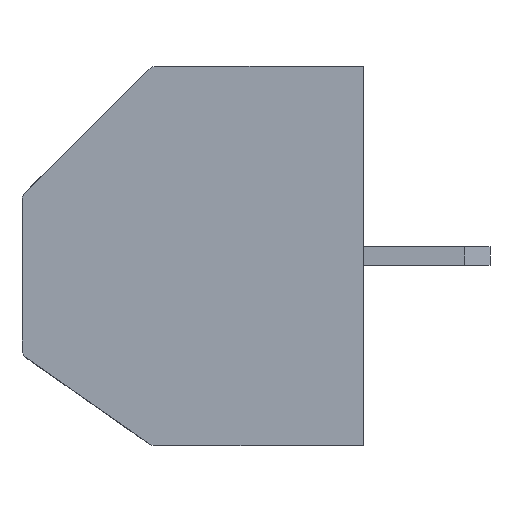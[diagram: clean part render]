
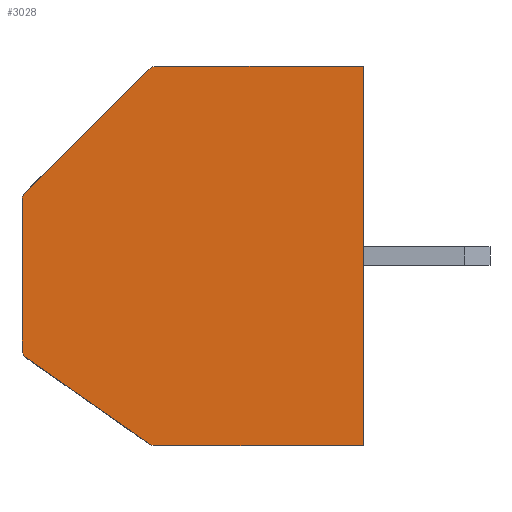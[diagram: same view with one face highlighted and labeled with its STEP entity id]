
A CAD part, left-side view. The second image highlights one B-rep face of the part: STEP entity #3028.
In plain terms, the highlighted planar face has unit normal (-1, 0, 0).
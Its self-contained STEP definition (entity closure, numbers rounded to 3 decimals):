
#45 = CARTESIAN_POINT ( 'NONE',  ( -3.04, 0., -6. ) ) ;
#463 = CARTESIAN_POINT ( 'NONE',  ( -3.04, 6.777, -5.946 ) ) ;
#666 = VERTEX_POINT ( 'NONE', #45 ) ;
#743 = VECTOR ( 'NONE', #2541, 1000. ) ;
#1107 = VECTOR ( 'NONE', #15088, 1000. ) ;
#1507 = EDGE_CURVE ( 'NONE', #7532, #31036, #27563, .T. ) ;
#1922 = DIRECTION ( 'NONE',  ( 1., 0., 0. ) ) ;
#2340 = CIRCLE ( 'NONE', #11859, 0.3 ) ;
#2541 = DIRECTION ( 'NONE',  ( 0., 0., 1. ) ) ;
#2659 = CIRCLE ( 'NONE', #36497, 0.3 ) ;
#3028 = ADVANCED_FACE ( 'NONE', ( #12936 ), #4891, .F. ) ;
#3737 = CARTESIAN_POINT ( 'NONE',  ( -3.04, 10.8, 6. ) ) ;
#3844 = EDGE_CURVE ( 'NONE', #11982, #33457, #10562, .T. ) ;
#3994 = EDGE_CURVE ( 'NONE', #7532, #16123, #2340, .T. ) ;
#4073 = CARTESIAN_POINT ( 'NONE',  ( -3.04, 0., 6. ) ) ;
#4467 = DIRECTION ( 'NONE',  ( 0., 0., -1. ) ) ;
#4891 = PLANE ( 'NONE',  #19396 ) ;
#5092 = VERTEX_POINT ( 'NONE', #12371 ) ;
#5648 = CARTESIAN_POINT ( 'NONE',  ( -3.04, 10.8, 1.776 ) ) ;
#7208 = ORIENTED_EDGE ( 'NONE', *, *, #10634, .T. ) ;
#7256 = CARTESIAN_POINT ( 'NONE',  ( -3.04, 10.5, -2.973 ) ) ;
#7532 = VERTEX_POINT ( 'NONE', #11848 ) ;
#7973 = DIRECTION ( 'NONE',  ( 0., 0., -1. ) ) ;
#8340 = DIRECTION ( 'NONE',  ( -1., 0., 0. ) ) ;
#9044 = VECTOR ( 'NONE', #30512, 1000. ) ;
#9790 = CARTESIAN_POINT ( 'NONE',  ( -3.04, 6.788, 5.912 ) ) ;
#10045 = CARTESIAN_POINT ( 'NONE',  ( -3.04, 10.8, -3.129 ) ) ;
#10223 = EDGE_LOOP ( 'NONE', ( #10631, #18973, #34446, #7208, #31552, #32718, #20930, #31049, #17585, #30904 ) ) ;
#10562 = CIRCLE ( 'NONE', #20667, 0.3 ) ;
#10631 = ORIENTED_EDGE ( 'NONE', *, *, #27796, .F. ) ;
#10634 = EDGE_CURVE ( 'NONE', #666, #26149, #29038, .T. ) ;
#10995 = CARTESIAN_POINT ( 'NONE',  ( -3.04, 6.605, -6. ) ) ;
#11375 = AXIS2_PLACEMENT_3D ( 'NONE', #20704, #13066, #17898 ) ;
#11848 = CARTESIAN_POINT ( 'NONE',  ( -3.04, 10.712, 1.988 ) ) ;
#11859 = AXIS2_PLACEMENT_3D ( 'NONE', #22594, #16992, #25205 ) ;
#11982 = VERTEX_POINT ( 'NONE', #463 ) ;
#12371 = CARTESIAN_POINT ( 'NONE',  ( -3.04, 6.576, 6. ) ) ;
#12789 = VECTOR ( 'NONE', #15810, 1000. ) ;
#12936 = FACE_OUTER_BOUND ( 'NONE', #10223, .T. ) ;
#13066 = DIRECTION ( 'NONE',  ( -1., 0., 0. ) ) ;
#13394 = CARTESIAN_POINT ( 'NONE',  ( -3.04, 10.8, 1.9 ) ) ;
#14237 = CARTESIAN_POINT ( 'NONE',  ( -3.04, 0., 6. ) ) ;
#14268 = VECTOR ( 'NONE', #14875, 1000. ) ;
#14875 = DIRECTION ( 'NONE',  ( 0., 0., 1. ) ) ;
#15088 = DIRECTION ( 'NONE',  ( 0., -1., 0. ) ) ;
#15810 = DIRECTION ( 'NONE',  ( 0., 0.819, 0.574 ) ) ;
#15815 = EDGE_CURVE ( 'NONE', #17129, #16126, #2659, .T. ) ;
#16123 = VERTEX_POINT ( 'NONE', #5648 ) ;
#16126 = VERTEX_POINT ( 'NONE', #34288 ) ;
#16992 = DIRECTION ( 'NONE',  ( -1., 0., 0. ) ) ;
#17129 = VERTEX_POINT ( 'NONE', #19899 ) ;
#17234 = CARTESIAN_POINT ( 'NONE',  ( -3.04, 10.8, 6. ) ) ;
#17585 = ORIENTED_EDGE ( 'NONE', *, *, #35175, .F. ) ;
#17814 = CIRCLE ( 'NONE', #11375, 0.3 ) ;
#17898 = DIRECTION ( 'NONE',  ( 0., 0., -1. ) ) ;
#18973 = ORIENTED_EDGE ( 'NONE', *, *, #3844, .T. ) ;
#19396 = AXIS2_PLACEMENT_3D ( 'NONE', #21122, #1922, #24837 ) ;
#19669 = CARTESIAN_POINT ( 'NONE',  ( -3.04, 6.605, -5.7 ) ) ;
#19899 = CARTESIAN_POINT ( 'NONE',  ( -3.04, 10.8, -2.973 ) ) ;
#20667 = AXIS2_PLACEMENT_3D ( 'NONE', #19669, #8340, #7973 ) ;
#20704 = CARTESIAN_POINT ( 'NONE',  ( -3.04, 6.576, 5.7 ) ) ;
#20930 = ORIENTED_EDGE ( 'NONE', *, *, #1507, .F. ) ;
#21122 = CARTESIAN_POINT ( 'NONE',  ( -3.04, 10.8, 6. ) ) ;
#21695 = EDGE_CURVE ( 'NONE', #5092, #31036, #17814, .T. ) ;
#22594 = CARTESIAN_POINT ( 'NONE',  ( -3.04, 10.5, 1.776 ) ) ;
#24837 = DIRECTION ( 'NONE',  ( 0., 0., -1. ) ) ;
#25205 = DIRECTION ( 'NONE',  ( 0., 0., -1. ) ) ;
#26149 = VERTEX_POINT ( 'NONE', #14237 ) ;
#26699 = CARTESIAN_POINT ( 'NONE',  ( -3.04, 10.8, -6. ) ) ;
#27563 = LINE ( 'NONE', #13394, #9044 ) ;
#27796 = EDGE_CURVE ( 'NONE', #11982, #16126, #29784, .T. ) ;
#29038 = LINE ( 'NONE', #4073, #14268 ) ;
#29784 = LINE ( 'NONE', #10045, #12789 ) ;
#29971 = DIRECTION ( 'NONE',  ( -1., 0., 0. ) ) ;
#30512 = DIRECTION ( 'NONE',  ( 0., -0.707, 0.707 ) ) ;
#30904 = ORIENTED_EDGE ( 'NONE', *, *, #15815, .T. ) ;
#31036 = VERTEX_POINT ( 'NONE', #9790 ) ;
#31049 = ORIENTED_EDGE ( 'NONE', *, *, #3994, .T. ) ;
#31300 = EDGE_CURVE ( 'NONE', #33457, #666, #31687, .T. ) ;
#31421 = VECTOR ( 'NONE', #32058, 1000. ) ;
#31552 = ORIENTED_EDGE ( 'NONE', *, *, #31627, .F. ) ;
#31627 = EDGE_CURVE ( 'NONE', #5092, #26149, #32202, .T. ) ;
#31687 = LINE ( 'NONE', #26699, #31421 ) ;
#32058 = DIRECTION ( 'NONE',  ( 0., -1., 0. ) ) ;
#32202 = LINE ( 'NONE', #3737, #1107 ) ;
#32718 = ORIENTED_EDGE ( 'NONE', *, *, #21695, .T. ) ;
#33457 = VERTEX_POINT ( 'NONE', #10995 ) ;
#34158 = LINE ( 'NONE', #17234, #743 ) ;
#34288 = CARTESIAN_POINT ( 'NONE',  ( -3.04, 10.672, -3.219 ) ) ;
#34446 = ORIENTED_EDGE ( 'NONE', *, *, #31300, .T. ) ;
#35175 = EDGE_CURVE ( 'NONE', #17129, #16123, #34158, .T. ) ;
#36497 = AXIS2_PLACEMENT_3D ( 'NONE', #7256, #29971, #4467 ) ;
